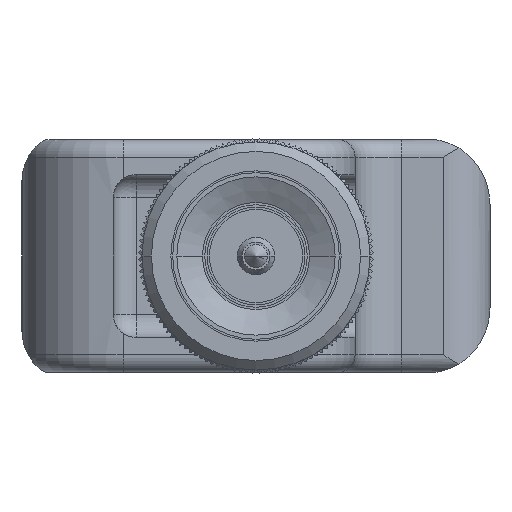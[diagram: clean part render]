
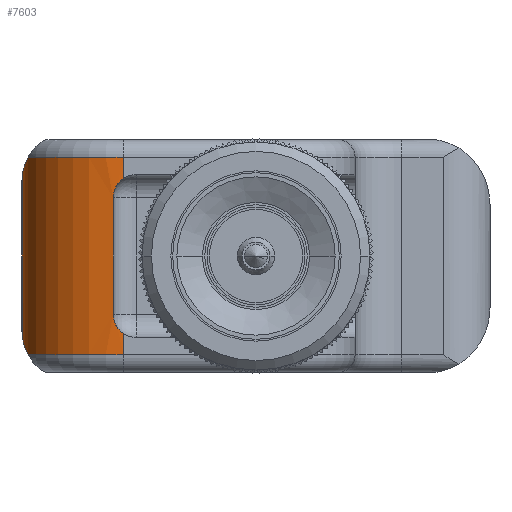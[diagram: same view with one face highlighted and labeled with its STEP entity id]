
A CAD part, front view. The second image highlights one B-rep face of the part: STEP entity #7603.
In plain terms, the highlighted cylindrical face has radius 4.347 mm (diameter 8.695 mm), a partial arc.
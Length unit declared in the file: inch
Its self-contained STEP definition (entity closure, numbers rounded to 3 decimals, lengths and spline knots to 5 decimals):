
#115 = CARTESIAN_POINT ( 'NONE',  ( -0.39567, -0.10444, 0.19685 ) ) ;
#423 = CARTESIAN_POINT ( 'NONE',  ( -0.22452, -0.10444, -0.16732 ) ) ;
#528 = CARTESIAN_POINT ( 'NONE',  ( -0.39567, -0.10444, 0.1272 ) ) ;
#995 = DIRECTION ( 'NONE',  ( 0., 0., -1. ) ) ;
#1336 = B_SPLINE_CURVE_WITH_KNOTS ( 'NONE', 3,
 ( #4149, #8303, #21104, #8840, #23177, #12776, #12375, #10744 ),
 .UNSPECIFIED., .F., .F.,
 ( 4, 2, 2, 4 ),
 ( 0., 0.00024, 0.00048, 0.00097 ),
 .UNSPECIFIED. ) ;
#1366 = EDGE_CURVE ( 'NONE', #7325, #17472, #10774, .T. ) ;
#2389 = DIRECTION ( 'NONE',  ( 0., 0., -1. ) ) ;
#2501 = VECTOR ( 'NONE', #995, 39.37008 ) ;
#2643 = B_SPLINE_CURVE_WITH_KNOTS ( 'NONE', 3,
 ( #23030, #20944, #11137, #15206 ),
 .UNSPECIFIED., .F., .F.,
 ( 4, 4 ),
 ( 0., 0.00182 ),
 .UNSPECIFIED. ) ;
#2689 = CARTESIAN_POINT ( 'NONE',  ( -0.39239, -0.14354, 0.15462 ) ) ;
#2985 = FACE_OUTER_BOUND ( 'NONE', #25335, .T. ) ;
#3817 = CARTESIAN_POINT ( 'NONE',  ( -0.22452, -0.27559, 0.1309 ) ) ;
#4149 = CARTESIAN_POINT ( 'NONE',  ( -0.22452, -0.27559, -0.1309 ) ) ;
#4705 = CARTESIAN_POINT ( 'NONE',  ( -0.38542, -0.16277, 0.16732 ) ) ;
#4827 = ORIENTED_EDGE ( 'NONE', *, *, #26744, .T. ) ;
#4915 = CARTESIAN_POINT ( 'NONE',  ( -0.39567, -0.10444, 0.1272 ) ) ;
#4994 = CYLINDRICAL_SURFACE ( 'NONE', #22797, 0.17115 ) ;
#5292 = CARTESIAN_POINT ( 'NONE',  ( -0.38542, -0.16277, -0.16732 ) ) ;
#5708 = CARTESIAN_POINT ( 'NONE',  ( -0.22452, -0.27559, -0.1309 ) ) ;
#5992 = CARTESIAN_POINT ( 'NONE',  ( -0.24163, -0.27473, 0.09843 ) ) ;
#6294 = CARTESIAN_POINT ( 'NONE',  ( -0.22452, -0.27559, 0.19685 ) ) ;
#7272 = DIRECTION ( 'NONE',  ( 0., 0., -1. ) ) ;
#7315 = EDGE_CURVE ( 'NONE', #24807, #17989, #25646, .T. ) ;
#7325 = VERTEX_POINT ( 'NONE', #5292 ) ;
#7603 = ADVANCED_FACE ( 'NONE', ( #2985 ), #4994, .T. ) ;
#8303 = CARTESIAN_POINT ( 'NONE',  ( -0.22717, -0.27559, -0.12909 ) ) ;
#8331 = DIRECTION ( 'NONE',  ( 0., 0., -1. ) ) ;
#8447 = CARTESIAN_POINT ( 'NONE',  ( -0.24163, -0.27473, 0.09843 ) ) ;
#8840 = CARTESIAN_POINT ( 'NONE',  ( -0.23377, -0.27535, -0.12225 ) ) ;
#9841 = CARTESIAN_POINT ( 'NONE',  ( -0.39567, -0.10444, -0.1272 ) ) ;
#10033 = EDGE_CURVE ( 'NONE', #26005, #15885, #1336, .T. ) ;
#10376 = DIRECTION ( 'NONE',  ( 1., 0., 0. ) ) ;
#10744 = CARTESIAN_POINT ( 'NONE',  ( -0.24163, -0.27473, -0.09843 ) ) ;
#10774 = CIRCLE ( 'NONE', #15945, 0.17115 ) ;
#11137 = CARTESIAN_POINT ( 'NONE',  ( -0.39239, -0.14354, -0.15462 ) ) ;
#11163 = ORIENTED_EDGE ( 'NONE', *, *, #26688, .F. ) ;
#11847 = ORIENTED_EDGE ( 'NONE', *, *, #23841, .T. ) ;
#11941 = AXIS2_PLACEMENT_3D ( 'NONE', #12261, #24466, #10376 ) ;
#12261 = CARTESIAN_POINT ( 'NONE',  ( -0.22452, -0.10444, 0.16732 ) ) ;
#12375 = CARTESIAN_POINT ( 'NONE',  ( -0.24163, -0.27473, -0.10485 ) ) ;
#12630 = CARTESIAN_POINT ( 'NONE',  ( -0.22982, -0.27559, 0.12727 ) ) ;
#12643 = LINE ( 'NONE', #20832, #13190 ) ;
#12776 = CARTESIAN_POINT ( 'NONE',  ( -0.24004, -0.27491, -0.11119 ) ) ;
#13179 = CARTESIAN_POINT ( 'NONE',  ( -0.24163, -0.27473, -0.09843 ) ) ;
#13190 = VECTOR ( 'NONE', #2389, 39.37008 ) ;
#13249 = EDGE_CURVE ( 'NONE', #24807, #22665, #13711, .T. ) ;
#13250 = CARTESIAN_POINT ( 'NONE',  ( -0.22452, -0.10444, 0.19685 ) ) ;
#13685 = CARTESIAN_POINT ( 'NONE',  ( -0.22452, -0.27559, 0.19685 ) ) ;
#13711 = CIRCLE ( 'NONE', #11941, 0.17115 ) ;
#13736 = ORIENTED_EDGE ( 'NONE', *, *, #21349, .F. ) ;
#13860 = CARTESIAN_POINT ( 'NONE',  ( -0.22452, -0.27559, -0.16732 ) ) ;
#14224 = ORIENTED_EDGE ( 'NONE', *, *, #1366, .T. ) ;
#14256 = CARTESIAN_POINT ( 'NONE',  ( -0.23857, -0.27502, 0.11397 ) ) ;
#14359 = ORIENTED_EDGE ( 'NONE', *, *, #7315, .F. ) ;
#14734 = ORIENTED_EDGE ( 'NONE', *, *, #23716, .T. ) ;
#15206 = CARTESIAN_POINT ( 'NONE',  ( -0.38542, -0.16277, -0.16732 ) ) ;
#15885 = VERTEX_POINT ( 'NONE', #13179 ) ;
#15945 = AXIS2_PLACEMENT_3D ( 'NONE', #423, #16873, #25181 ) ;
#16276 = CARTESIAN_POINT ( 'NONE',  ( -0.24163, -0.27473, 0.10164 ) ) ;
#16873 = DIRECTION ( 'NONE',  ( 0., 0., 1. ) ) ;
#17472 = VERTEX_POINT ( 'NONE', #13860 ) ;
#17661 = EDGE_CURVE ( 'NONE', #22665, #20372, #18253, .T. ) ;
#17989 = VERTEX_POINT ( 'NONE', #3817 ) ;
#18253 = B_SPLINE_CURVE_WITH_KNOTS ( 'NONE', 3,
 ( #4705, #2689, #20878, #528 ),
 .UNSPECIFIED., .F., .F.,
 ( 4, 4 ),
 ( 0.00162, 0.00344 ),
 .UNSPECIFIED. ) ;
#18396 = CARTESIAN_POINT ( 'NONE',  ( -0.22452, -0.27559, 0.16732 ) ) ;
#20035 = VERTEX_POINT ( 'NONE', #8447 ) ;
#20300 = CARTESIAN_POINT ( 'NONE',  ( -0.22452, -0.27559, 0.1309 ) ) ;
#20372 = VERTEX_POINT ( 'NONE', #4915 ) ;
#20394 = ORIENTED_EDGE ( 'NONE', *, *, #17661, .T. ) ;
#20825 = CARTESIAN_POINT ( 'NONE',  ( -0.23972, -0.27492, 0.11095 ) ) ;
#20832 = CARTESIAN_POINT ( 'NONE',  ( -0.24163, -0.27473, 0.19685 ) ) ;
#20878 = CARTESIAN_POINT ( 'NONE',  ( -0.39567, -0.1242, 0.14105 ) ) ;
#20944 = CARTESIAN_POINT ( 'NONE',  ( -0.39567, -0.1242, -0.14105 ) ) ;
#21104 = CARTESIAN_POINT ( 'NONE',  ( -0.22954, -0.27553, -0.12699 ) ) ;
#21349 = EDGE_CURVE ( 'NONE', #20035, #15885, #12643, .T. ) ;
#21570 = DIRECTION ( 'NONE',  ( -1., 0., 0. ) ) ;
#22402 = DIRECTION ( 'NONE',  ( 0., 0., -1. ) ) ;
#22487 = CARTESIAN_POINT ( 'NONE',  ( -0.23415, -0.27535, 0.12238 ) ) ;
#22535 = LINE ( 'NONE', #115, #25128 ) ;
#22665 = VERTEX_POINT ( 'NONE', #25268 ) ;
#22797 = AXIS2_PLACEMENT_3D ( 'NONE', #13250, #7272, #21570 ) ;
#22931 = LINE ( 'NONE', #6294, #23353 ) ;
#23030 = CARTESIAN_POINT ( 'NONE',  ( -0.39567, -0.10444, -0.1272 ) ) ;
#23160 = VERTEX_POINT ( 'NONE', #9841 ) ;
#23177 = CARTESIAN_POINT ( 'NONE',  ( -0.23561, -0.27524, -0.11959 ) ) ;
#23353 = VECTOR ( 'NONE', #22402, 39.37008 ) ;
#23716 = EDGE_CURVE ( 'NONE', #20035, #17989, #25921, .T. ) ;
#23841 = EDGE_CURVE ( 'NONE', #23160, #7325, #2643, .T. ) ;
#24466 = DIRECTION ( 'NONE',  ( 0., 0., -1. ) ) ;
#24807 = VERTEX_POINT ( 'NONE', #18396 ) ;
#24832 = CARTESIAN_POINT ( 'NONE',  ( -0.24125, -0.27477, 0.10478 ) ) ;
#25128 = VECTOR ( 'NONE', #8331, 39.37008 ) ;
#25181 = DIRECTION ( 'NONE',  ( 1., 0., 0. ) ) ;
#25268 = CARTESIAN_POINT ( 'NONE',  ( -0.38542, -0.16277, 0.16732 ) ) ;
#25335 = EDGE_LOOP ( 'NONE', ( #20394, #4827, #11847, #14224, #11163, #25531, #13736, #14734, #14359, #25979 ) ) ;
#25531 = ORIENTED_EDGE ( 'NONE', *, *, #10033, .T. ) ;
#25646 = LINE ( 'NONE', #13685, #2501 ) ;
#25921 = B_SPLINE_CURVE_WITH_KNOTS ( 'NONE', 3,
 ( #5992, #16276, #24832, #20825, #14256, #22487, #12630, #20300 ),
 .UNSPECIFIED., .F., .F.,
 ( 4, 2, 2, 4 ),
 ( 0., 0.00024, 0.00048, 0.00097 ),
 .UNSPECIFIED. ) ;
#25979 = ORIENTED_EDGE ( 'NONE', *, *, #13249, .T. ) ;
#26005 = VERTEX_POINT ( 'NONE', #5708 ) ;
#26688 = EDGE_CURVE ( 'NONE', #26005, #17472, #22931, .T. ) ;
#26744 = EDGE_CURVE ( 'NONE', #20372, #23160, #22535, .T. ) ;
